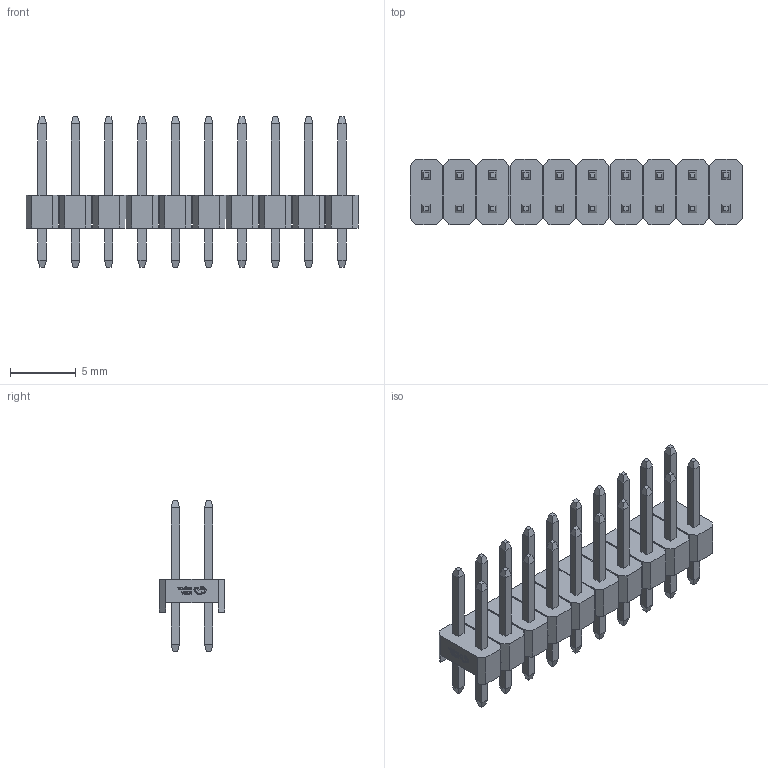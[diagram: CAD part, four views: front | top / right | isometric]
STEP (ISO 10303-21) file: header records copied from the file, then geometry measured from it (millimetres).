
FILE_DESCRIPTION (( 'STEP AP214' ), '1' );
FILE_NAME ('HDR-TH_20P-P2.54-V-M-R2-C10-S2.54-1.step', '2022-07-02T11:49:23', ( '' ), ( '' ), 'SwSTEP 2.0', 'SolidWorks 2020', '' );
FILE_SCHEMA (( 'AUTOMOTIVE_DESIGN' ));
Length unit declared in the file: millimetre
Products named in the file (1): HDR-TH_20P-P2.54-V-M-R2-C10-S2.54-1
Bounding box: 25.31 x 5 x 11.5 mm (x, y, z)
Volume: 308.4 mm3; surface area: 914.9 mm2
Topology: 1 solids, 1 shells, 801 faces, 1963 edges, 1230 vertices
Faces by surface type: plane 689, bspline 112
Entity records: 32279 total; most frequent: CARTESIAN_POINT 6099, ORIENTED_EDGE 3926, DIRECTION 3115, EDGE_CURVE 1963, VECTOR 1735, LINE 1735, VERTEX_POINT 1230, EDGE_LOOP 867
